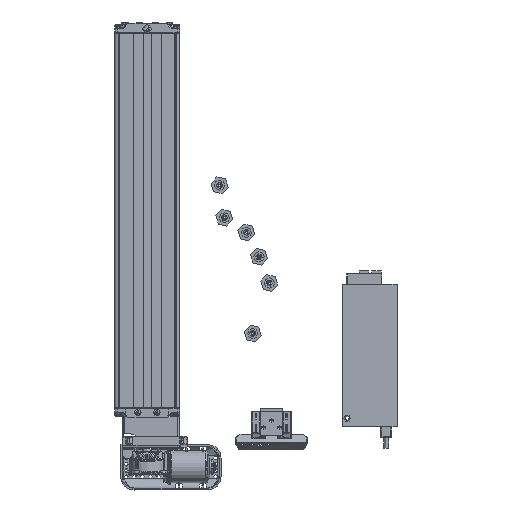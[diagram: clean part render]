
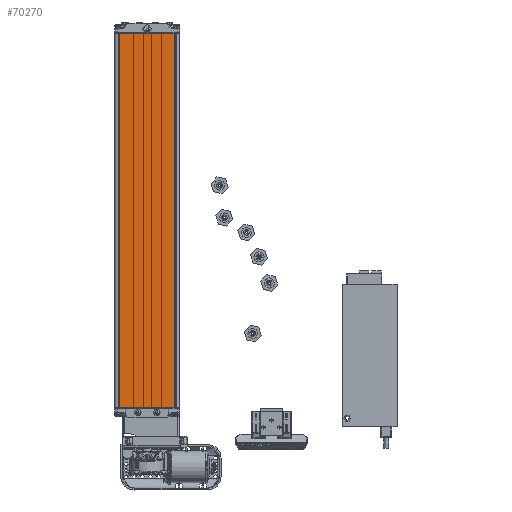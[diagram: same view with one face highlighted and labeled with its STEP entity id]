
A CAD part, top view. The second image highlights one B-rep face of the part: STEP entity #70270.
In plain terms, the highlighted planar face has unit normal (0, 0, 1).
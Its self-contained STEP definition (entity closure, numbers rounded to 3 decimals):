
#12973=FACE_OUTER_BOUND('',#17126,.T.);
#17126=EDGE_LOOP('',(#47590,#47591,#47592,#47593));
#21639=LINE('',#102915,#25797);
#21640=LINE('',#102917,#25798);
#21641=LINE('',#102919,#25799);
#21642=LINE('',#102920,#25800);
#25797=VECTOR('',#83049,691.5);
#25798=VECTOR('',#83050,108.);
#25799=VECTOR('',#83051,691.5);
#25800=VECTOR('',#83052,108.);
#29955=VERTEX_POINT('',#102913);
#29956=VERTEX_POINT('',#102914);
#29957=VERTEX_POINT('',#102916);
#29958=VERTEX_POINT('',#102918);
#36800=EDGE_CURVE('',#29955,#29956,#21639,.F.);
#36801=EDGE_CURVE('',#29956,#29957,#21640,.T.);
#36802=EDGE_CURVE('',#29957,#29958,#21641,.T.);
#36803=EDGE_CURVE('',#29958,#29955,#21642,.F.);
#47590=ORIENTED_EDGE('',*,*,#36800,.T.);
#47591=ORIENTED_EDGE('',*,*,#36801,.T.);
#47592=ORIENTED_EDGE('',*,*,#36802,.T.);
#47593=ORIENTED_EDGE('',*,*,#36803,.T.);
#69170=PLANE('',#75189);
#70270=ADVANCED_FACE('',(#12973),#69170,.T.);
#75189=AXIS2_PLACEMENT_3D('',#102912,#83047,#83048);
#83047=DIRECTION('center_axis',(0.,0.,1.));
#83048=DIRECTION('ref_axis',(1.,0.,0.));
#83049=DIRECTION('',(0.,-1.,0.));
#83050=DIRECTION('',(-1.,0.,0.));
#83051=DIRECTION('',(0.,-1.,0.));
#83052=DIRECTION('',(-1.,0.,0.));
#102912=CARTESIAN_POINT('Origin',(60.,692.5,30.));
#102913=CARTESIAN_POINT('',(54.,0.5,30.));
#102914=CARTESIAN_POINT('',(54.,692.,30.));
#102915=CARTESIAN_POINT('',(54.,692.,30.));
#102916=CARTESIAN_POINT('',(-54.,692.,30.));
#102917=CARTESIAN_POINT('',(54.,692.,30.));
#102918=CARTESIAN_POINT('',(-54.,0.5,30.));
#102919=CARTESIAN_POINT('',(-54.,692.,30.));
#102920=CARTESIAN_POINT('',(54.,0.5,30.));
